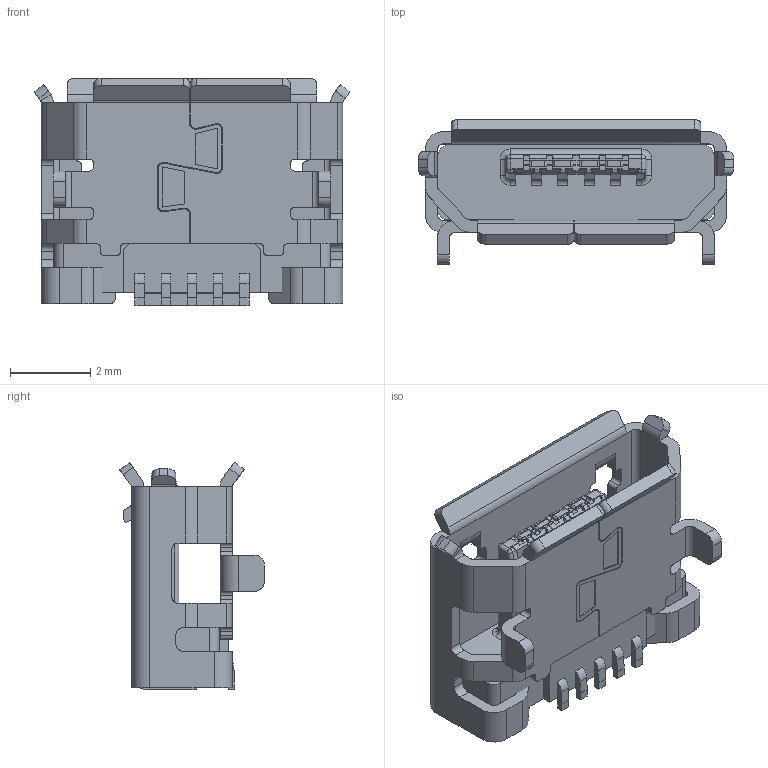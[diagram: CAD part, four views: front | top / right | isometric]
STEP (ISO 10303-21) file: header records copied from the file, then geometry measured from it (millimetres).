
FILE_DESCRIPTION (( 'STEP AP214' ), '1' );
FILE_NAME ('User Library-microusb2.STEP', '2020-03-03T01:58:35', ( '' ), ( '' ), 'SwSTEP 2.0', 'SolidWorks 2019', '' );
FILE_SCHEMA (( 'AUTOMOTIVE_DESIGN' ));
Length unit declared in the file: millimetre
Products named in the file (8): User Library-microusb2; 1_6; 1_2; 1_7; 1; 1_5; 1_3; 1_4
Assembly tree (7 placements, depth 2):
  User Library-microusb2
    1
    1_2
    1_3
    1_4
    1_5
    1_6
    1_7
Bounding box: 7.86 x 3.6 x 5.66 mm (x, y, z)
Volume: 47 mm3; surface area: 277.6 mm2
Topology: 7 solids, 7 shells, 641 faces, 1786 edges, 1149 vertices
Faces by surface type: plane 364, cylinder 243, bspline 26, cone 8
Entity records: 23486 total; most frequent: CARTESIAN_POINT 7024, ORIENTED_EDGE 3566, DIRECTION 2782, EDGE_CURVE 1783, VERTEX_POINT 1149, VECTOR 1092, LINE 1092, AXIS2_PLACEMENT_3D 845
